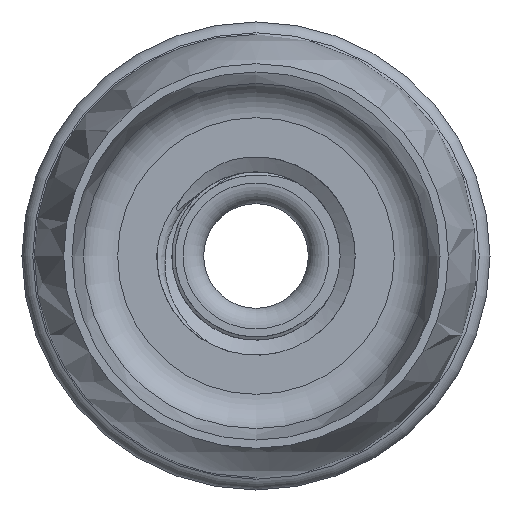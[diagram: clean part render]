
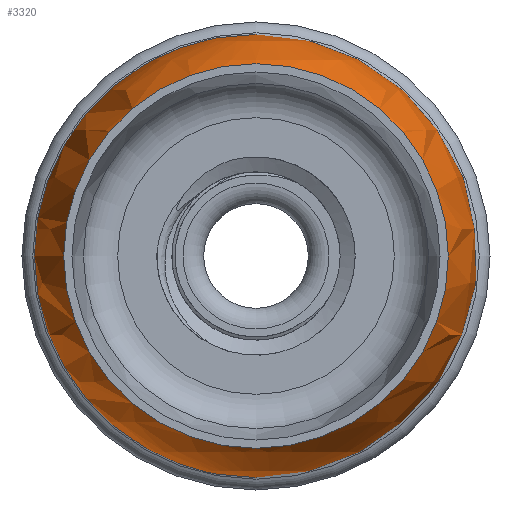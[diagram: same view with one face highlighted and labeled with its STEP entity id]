
A CAD part, front view. The second image highlights one B-rep face of the part: STEP entity #3320.
In plain terms, the highlighted spherical face has radius 20.447 mm.
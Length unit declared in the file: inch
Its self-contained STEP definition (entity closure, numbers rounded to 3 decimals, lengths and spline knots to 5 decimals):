
#13=SPHERICAL_SURFACE('',#3511,0.805);
#53=FACE_BOUND('',#759,.T.);
#54=FACE_BOUND('',#760,.T.);
#172=CIRCLE('',#3505,0.63089);
#174=CIRCLE('',#3510,0.69859);
#175=CIRCLE('',#3512,0.805);
#538=FACE_OUTER_BOUND('',#758,.T.);
#758=EDGE_LOOP('',(#2986,#2987));
#759=EDGE_LOOP('',(#2988));
#760=EDGE_LOOP('',(#2989));
#1434=VERTEX_POINT('',#17163);
#1436=VERTEX_POINT('',#17171);
#1437=VERTEX_POINT('',#17174);
#1438=VERTEX_POINT('',#17175);
#1951=EDGE_CURVE('',#1434,#1434,#172,.T.);
#1954=EDGE_CURVE('',#1436,#1436,#174,.T.);
#1955=EDGE_CURVE('',#1437,#1438,#175,.T.);
#2986=ORIENTED_EDGE('',*,*,#1955,.T.);
#2987=ORIENTED_EDGE('',*,*,#1955,.F.);
#2988=ORIENTED_EDGE('',*,*,#1954,.T.);
#2989=ORIENTED_EDGE('',*,*,#1951,.F.);
#3320=ADVANCED_FACE('',(#538,#53,#54),#13,.T.);
#3505=AXIS2_PLACEMENT_3D('',#17164,#3905,#3906);
#3510=AXIS2_PLACEMENT_3D('',#17172,#3916,#3917);
#3511=AXIS2_PLACEMENT_3D('',#17173,#3918,#3919);
#3512=AXIS2_PLACEMENT_3D('',#17176,#3920,#3921);
#3905=DIRECTION('center_axis',(0.,1.,0.));
#3906=DIRECTION('ref_axis',(1.,0.,0.));
#3916=DIRECTION('center_axis',(0.,1.,0.));
#3917=DIRECTION('ref_axis',(1.,0.,0.));
#3918=DIRECTION('center_axis',(0.,0.,1.));
#3919=DIRECTION('ref_axis',(1.,0.,0.));
#3920=DIRECTION('center_axis',(0.,-1.,0.));
#3921=DIRECTION('ref_axis',(-1.,0.,0.));
#17163=CARTESIAN_POINT('',(-0.63089,0.5,0.));
#17164=CARTESIAN_POINT('Origin',(0.,0.5,0.));
#17171=CARTESIAN_POINT('',(-0.69859,-0.4,0.));
#17172=CARTESIAN_POINT('Origin',(0.,-0.4,0.));
#17173=CARTESIAN_POINT('Origin',(0.,0.,0.));
#17174=CARTESIAN_POINT('',(0.,0.,0.805));
#17175=CARTESIAN_POINT('',(0.,0.,-0.805));
#17176=CARTESIAN_POINT('Origin',(0.,0.,0.));
